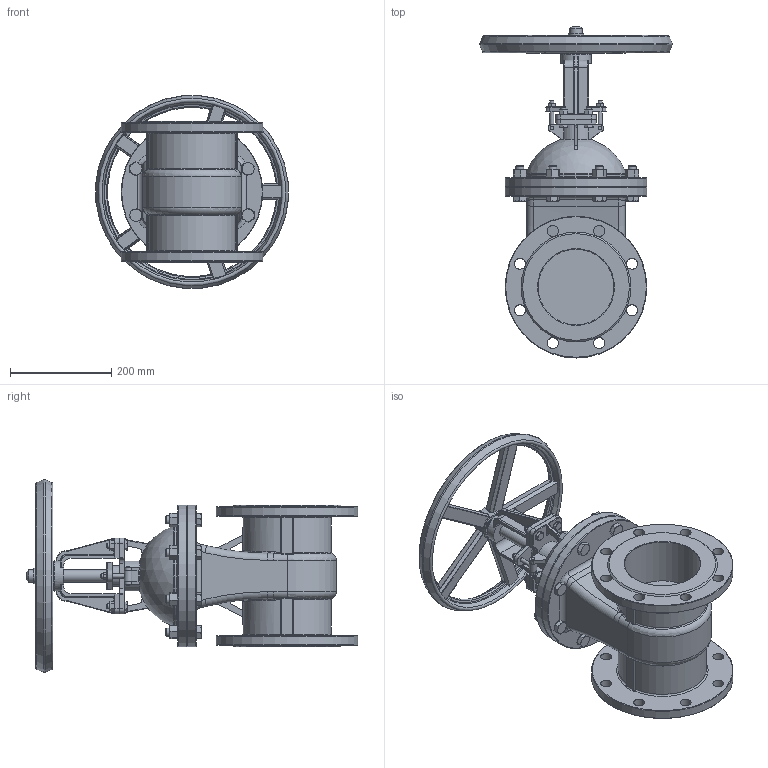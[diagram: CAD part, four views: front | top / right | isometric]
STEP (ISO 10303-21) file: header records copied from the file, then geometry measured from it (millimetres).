
FILE_DESCRIPTION(/* description */ (''),/* implementation_level */ '2;1');
FILE_NAME(/* name */ 'DN150_3D_STEP.stp',/* time_stamp */ '2024-02-08T17:03:45+03:00',/* author */ ('igorr'),/* organization */ (''),/* preprocessor_version */ 'ST-DEVELOPER v19.2',/* originating_system */ 'Autodesk Inventor 2023',/* authorisation */ '');
FILE_SCHEMA (('AUTOMOTIVE_DESIGN { 1 0 10303 214 3 1 1 }'));
Length unit declared in the file: millimetre
Products named in the file (8): Сборка; Деталь1; Деталь2; ANSI B18.2.4.2M - M16x2; AS 1110 - M16 x 60; AS 1110 - M10 x 35; ANSI B18.2.4.2M - M10x1,5; ANSI B18.2.4.2M - M8x1,25
Assembly tree (28 placements, depth 2):
  Сборка
    Деталь1
    Деталь2
    ANSI B18.2.4.2M - M16x2  x8
    AS 1110 - M16 x 60  x8
    AS 1110 - M10 x 35  x4
    ANSI B18.2.4.2M - M10x1,5  x4
    ANSI B18.2.4.2M - M8x1,25  x2
Bounding box: 381.76 x 656.5 x 381.76 mm (x, y, z)
Volume: 12980297.9 mm3; surface area: 1098257.2 mm2
Topology: 32 solids, 32 shells, 1304 faces, 3114 edges, 1896 vertices
Faces by surface type: plane 508, cone 309, cylinder 276, torus 103, bspline 103, sphere 5
Full cylindrical faces by diameter (mm): 6.647 x2, 7 x4, 8 x4, 8.376 x4, 10 x16, 13.835 x8, 15 x2, 16 x28, 22 x16, 24 x8, 25 x2, 30 x2, 40 x1, 50 x2, 60 x2, 150 x2, 200 x2, 280 x4
Entity records: 29539 total; most frequent: CARTESIAN_POINT 9279, ORIENTED_EDGE 4092, DIRECTION 3952, EDGE_CURVE 2046, AXIS2_PLACEMENT_3D 1606, VERTEX_POINT 1276, EDGE_LOOP 942, FACE_OUTER_BOUND 811
